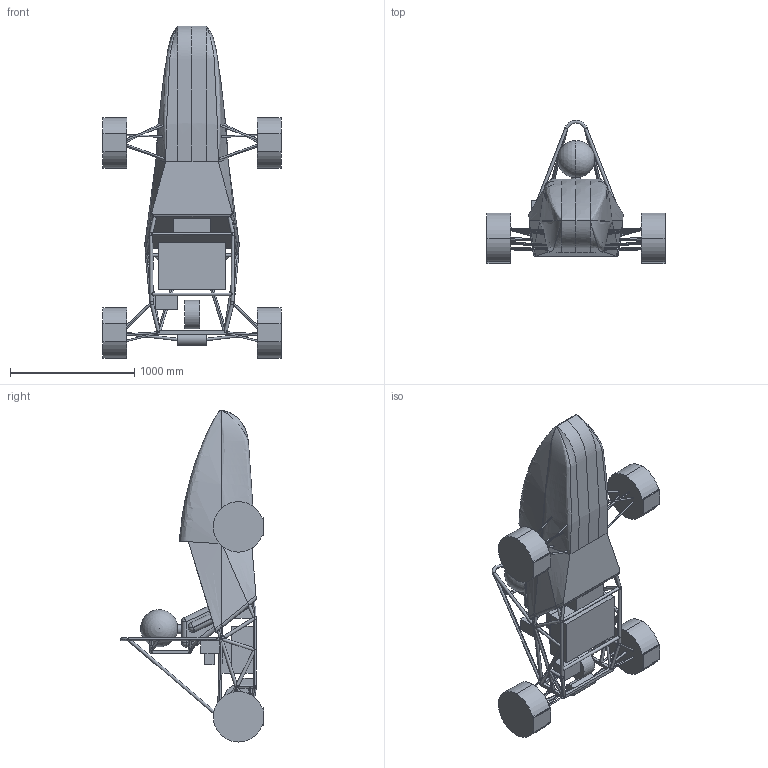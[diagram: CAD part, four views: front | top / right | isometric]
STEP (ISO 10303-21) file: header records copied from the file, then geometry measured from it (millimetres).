
FILE_DESCRIPTION (( 'STEP AP214' ), '1' );
FILE_NAME ('CFD_Block_Model_NFR25_v4.STEP', '2024-08-14T02:26:14', ( '' ), ( '' ), 'SwSTEP 2.0', 'SolidWorks 2024', '' );
FILE_SCHEMA (( 'AUTOMOTIVE_DESIGN' ));
Length unit declared in the file: inch
Products named in the file (1): CFD_Block_Model_NFR25_v4
Bounding box: 1435.1 x 1155.7 x 2675.64 mm (x, y, z)
Volume: 597488306.5 mm3; surface area: 9552071.8 mm2
Topology: 15 solids, 15 shells, 446 faces, 1462 edges, 968 vertices
Faces by surface type: cylinder 229, plane 91, torus 80, bspline 32, sphere 14
Entity records: 30542 total; most frequent: CARTESIAN_POINT 19053, ORIENTED_EDGE 2878, DIRECTION 1837, EDGE_CURVE 1439, VERTEX_POINT 965, AXIS2_PLACEMENT_3D 721, EDGE_LOOP 496, ADVANCED_FACE 446
